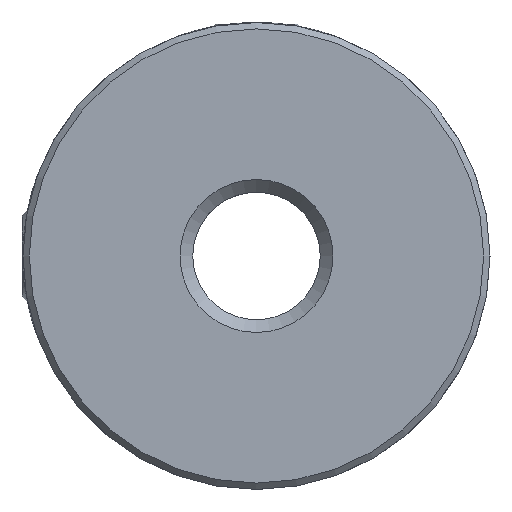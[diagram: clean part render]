
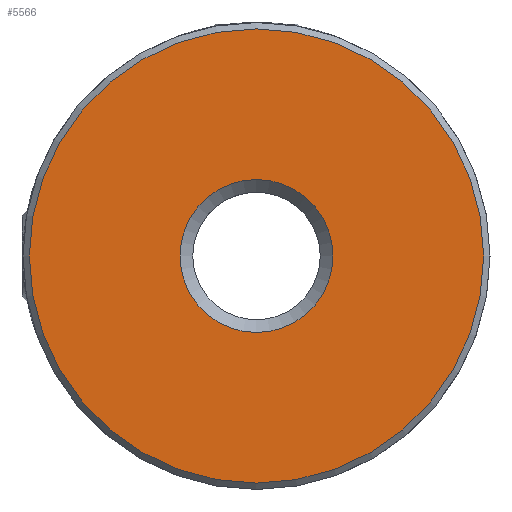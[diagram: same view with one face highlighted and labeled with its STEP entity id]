
A CAD part, left-side view. The second image highlights one B-rep face of the part: STEP entity #5566.
In plain terms, the highlighted planar face has unit normal (-1, 0, 0).
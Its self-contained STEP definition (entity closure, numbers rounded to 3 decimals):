
#3097 = CONICAL_SURFACE('',#3098,2.5,0.785);
#3098 = AXIS2_PLACEMENT_3D('',#3099,#3100,#3101);
#3099 = CARTESIAN_POINT('',(-6.25,0.,0.));
#3100 = DIRECTION('',(-1.,-0.,-0.));
#3101 = DIRECTION('',(0.,0.,1.));
#5300 = VERTEX_POINT('',#5301);
#5301 = CARTESIAN_POINT('',(-6.75,0.,3.));
#5322 = EDGE_CURVE('',#5300,#5300,#5323,.T.);
#5323 = SURFACE_CURVE('',#5324,(#5329,#5336),.PCURVE_S1.);
#5324 = CIRCLE('',#5325,3.);
#5325 = AXIS2_PLACEMENT_3D('',#5326,#5327,#5328);
#5326 = CARTESIAN_POINT('',(-6.75,0.,0.));
#5327 = DIRECTION('',(1.,0.,0.));
#5328 = DIRECTION('',(0.,0.,1.));
#5329 = PCURVE('',#3097,#5330);
#5330 = DEFINITIONAL_REPRESENTATION('',(#5331),#5335);
#5331 = LINE('',#5332,#5333);
#5332 = CARTESIAN_POINT('',(0.,0.5));
#5333 = VECTOR('',#5334,1.);
#5334 = DIRECTION('',(-1.,-0.));
#5335 = ( GEOMETRIC_REPRESENTATION_CONTEXT(2) 
PARAMETRIC_REPRESENTATION_CONTEXT() REPRESENTATION_CONTEXT('2D SPACE',''
  ) );
#5336 = PCURVE('',#5337,#5342);
#5337 = PLANE('',#5338);
#5338 = AXIS2_PLACEMENT_3D('',#5339,#5340,#5341);
#5339 = CARTESIAN_POINT('',(-6.75,0.,0.));
#5340 = DIRECTION('',(1.,0.,0.));
#5341 = DIRECTION('',(0.,0.,1.));
#5342 = DEFINITIONAL_REPRESENTATION('',(#5343),#5347);
#5343 = CIRCLE('',#5344,3.);
#5344 = AXIS2_PLACEMENT_2D('',#5345,#5346);
#5345 = CARTESIAN_POINT('',(0.,0.));
#5346 = DIRECTION('',(1.,0.));
#5347 = ( GEOMETRIC_REPRESENTATION_CONTEXT(2) 
PARAMETRIC_REPRESENTATION_CONTEXT() REPRESENTATION_CONTEXT('2D SPACE',''
  ) );
#5566 = ADVANCED_FACE('',(#5567,#5598),#5337,.F.);
#5567 = FACE_BOUND('',#5568,.F.);
#5568 = EDGE_LOOP('',(#5569));
#5569 = ORIENTED_EDGE('',*,*,#5570,.T.);
#5570 = EDGE_CURVE('',#5571,#5571,#5573,.T.);
#5571 = VERTEX_POINT('',#5572);
#5572 = CARTESIAN_POINT('',(-6.75,0.,8.912));
#5573 = SURFACE_CURVE('',#5574,(#5579,#5586),.PCURVE_S1.);
#5574 = CIRCLE('',#5575,8.912);
#5575 = AXIS2_PLACEMENT_3D('',#5576,#5577,#5578);
#5576 = CARTESIAN_POINT('',(-6.75,0.,0.));
#5577 = DIRECTION('',(1.,0.,0.));
#5578 = DIRECTION('',(0.,0.,1.));
#5579 = PCURVE('',#5337,#5580);
#5580 = DEFINITIONAL_REPRESENTATION('',(#5581),#5585);
#5581 = CIRCLE('',#5582,8.912);
#5582 = AXIS2_PLACEMENT_2D('',#5583,#5584);
#5583 = CARTESIAN_POINT('',(0.,0.));
#5584 = DIRECTION('',(1.,0.));
#5585 = ( GEOMETRIC_REPRESENTATION_CONTEXT(2) 
PARAMETRIC_REPRESENTATION_CONTEXT() REPRESENTATION_CONTEXT('2D SPACE',''
  ) );
#5586 = PCURVE('',#5587,#5592);
#5587 = CONICAL_SURFACE('',#5588,9.162,0.785);
#5588 = AXIS2_PLACEMENT_3D('',#5589,#5590,#5591);
#5589 = CARTESIAN_POINT('',(-6.5,0.,0.));
#5590 = DIRECTION('',(1.,0.,0.));
#5591 = DIRECTION('',(0.,0.,1.));
#5592 = DEFINITIONAL_REPRESENTATION('',(#5593),#5597);
#5593 = LINE('',#5594,#5595);
#5594 = CARTESIAN_POINT('',(0.,-0.25));
#5595 = VECTOR('',#5596,1.);
#5596 = DIRECTION('',(1.,0.));
#5597 = ( GEOMETRIC_REPRESENTATION_CONTEXT(2) 
PARAMETRIC_REPRESENTATION_CONTEXT() REPRESENTATION_CONTEXT('2D SPACE',''
  ) );
#5598 = FACE_BOUND('',#5599,.F.);
#5599 = EDGE_LOOP('',(#5600));
#5600 = ORIENTED_EDGE('',*,*,#5322,.F.);
